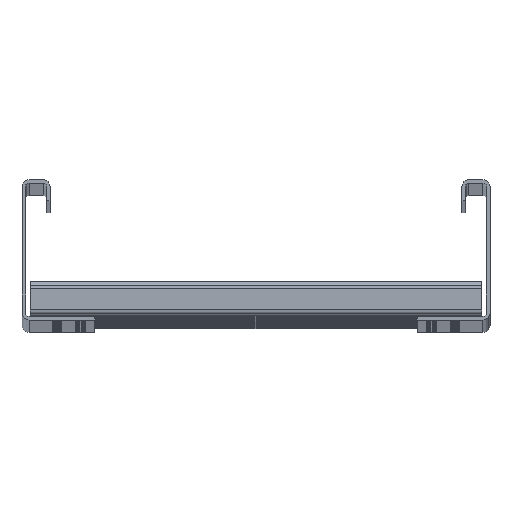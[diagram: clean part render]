
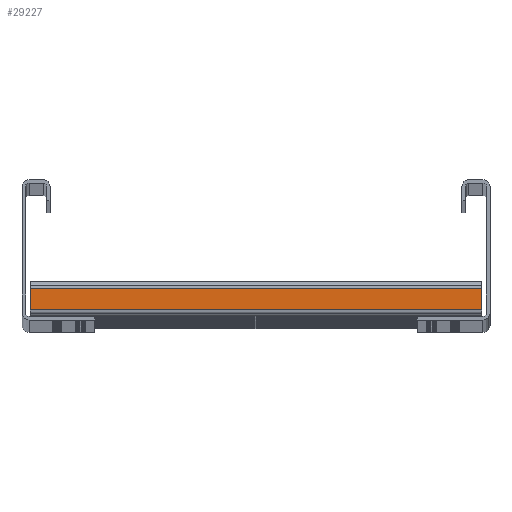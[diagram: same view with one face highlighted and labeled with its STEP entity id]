
A CAD part, top view. The second image highlights one B-rep face of the part: STEP entity #29227.
In plain terms, the highlighted planar face has unit normal (0, 0, 1).
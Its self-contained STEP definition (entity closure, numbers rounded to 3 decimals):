
#7989=DIRECTION('',(1.,0.,0.));
#7990=VECTOR('',#7989,193.);
#7991=CARTESIAN_POINT('',(-96.5,-25.5,1440.));
#7992=LINE('',#7991,#7990);
#8068=DIRECTION('',(0.,-1.,0.));
#8069=VECTOR('',#8068,9.);
#8070=CARTESIAN_POINT('',(-96.5,-16.5,1440.));
#8071=LINE('',#8070,#8069);
#8090=DIRECTION('',(0.,-1.,0.));
#8091=VECTOR('',#8090,9.);
#8092=CARTESIAN_POINT('',(96.5,-16.5,1440.));
#8093=LINE('',#8092,#8091);
#8169=DIRECTION('',(1.,0.,0.));
#8170=VECTOR('',#8169,193.);
#8171=CARTESIAN_POINT('',(-96.5,-16.5,1440.));
#8172=LINE('',#8171,#8170);
#17757=CARTESIAN_POINT('',(-96.5,-16.5,1440.));
#17758=CARTESIAN_POINT('',(-96.5,-25.5,1440.));
#17759=VERTEX_POINT('',#17757);
#17760=VERTEX_POINT('',#17758);
#17793=CARTESIAN_POINT('',(96.5,-16.5,1440.));
#17794=CARTESIAN_POINT('',(96.5,-25.5,1440.));
#17795=VERTEX_POINT('',#17793);
#17796=VERTEX_POINT('',#17794);
#29215=CARTESIAN_POINT('',(-96.5,-16.5,1440.));
#29216=DIRECTION('',(0.,0.,1.));
#29217=DIRECTION('',(0.,-1.,0.));
#29218=AXIS2_PLACEMENT_3D('',#29215,#29216,#29217);
#29219=PLANE('',#29218);
#29220=ORIENTED_EDGE('',*,*,#29135,.F.);
#29222=ORIENTED_EDGE('',*,*,#29221,.T.);
#29223=ORIENTED_EDGE('',*,*,#29176,.T.);
#29224=ORIENTED_EDGE('',*,*,#29085,.F.);
#29225=EDGE_LOOP('',(#29220,#29222,#29223,#29224));
#29226=FACE_OUTER_BOUND('',#29225,.F.);
#29227=ADVANCED_FACE('',(#29226),#29219,.T.);
#29085=EDGE_CURVE('',#17760,#17796,#7992,.T.);
#29135=EDGE_CURVE('',#17759,#17760,#8071,.T.);
#29176=EDGE_CURVE('',#17795,#17796,#8093,.T.);
#29221=EDGE_CURVE('',#17759,#17795,#8172,.T.);
